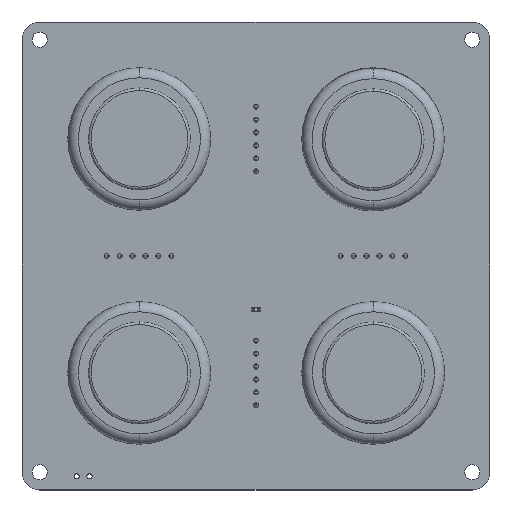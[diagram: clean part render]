
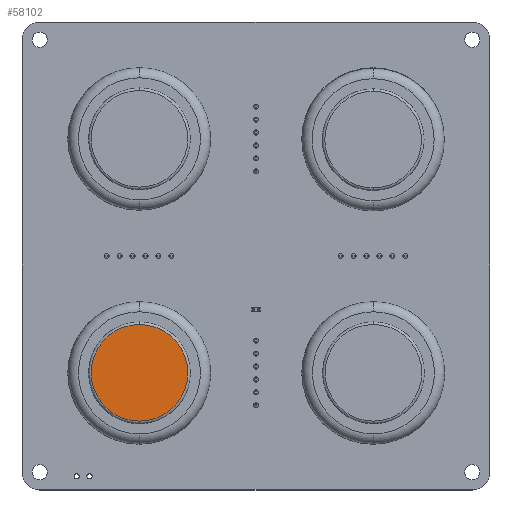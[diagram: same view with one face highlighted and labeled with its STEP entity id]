
A CAD part, top view. The second image highlights one B-rep face of the part: STEP entity #58102.
In plain terms, the highlighted face is planar.
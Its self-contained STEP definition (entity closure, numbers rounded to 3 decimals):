
#56100 = EDGE_CURVE('',#56101,#56103,#56105,.T.);
#56101 = VERTEX_POINT('',#56102);
#56102 = CARTESIAN_POINT('',(0.,34.,-9.5));
#56103 = VERTEX_POINT('',#56104);
#56104 = CARTESIAN_POINT('',(0.,34.,9.5));
#56105 = CIRCLE('',#56106,9.5);
#56106 = AXIS2_PLACEMENT_3D('',#56107,#56108,#56109);
#56107 = CARTESIAN_POINT('',(0.,34.,0.));
#56108 = DIRECTION('',(0.,-1.,-0.));
#56109 = DIRECTION('',(0.,0.,-1.));
#58102 = ADVANCED_FACE('',(#58103),#58113,.T.);
#58103 = FACE_BOUND('',#58104,.T.);
#58104 = EDGE_LOOP('',(#58105,#58106));
#58105 = ORIENTED_EDGE('',*,*,#56100,.F.);
#58106 = ORIENTED_EDGE('',*,*,#58107,.F.);
#58107 = EDGE_CURVE('',#56103,#56101,#58108,.T.);
#58108 = CIRCLE('',#58109,9.5);
#58109 = AXIS2_PLACEMENT_3D('',#58110,#58111,#58112);
#58110 = CARTESIAN_POINT('',(0.,34.,0.));
#58111 = DIRECTION('',(0.,-1.,-0.));
#58112 = DIRECTION('',(0.,0.,-1.));
#58113 = PLANE('',#58114);
#58114 = AXIS2_PLACEMENT_3D('',#58115,#58116,#58117);
#58115 = CARTESIAN_POINT('',(0.,34.,0.));
#58116 = DIRECTION('',(0.,1.,0.));
#58117 = DIRECTION('',(0.,-0.,1.));
